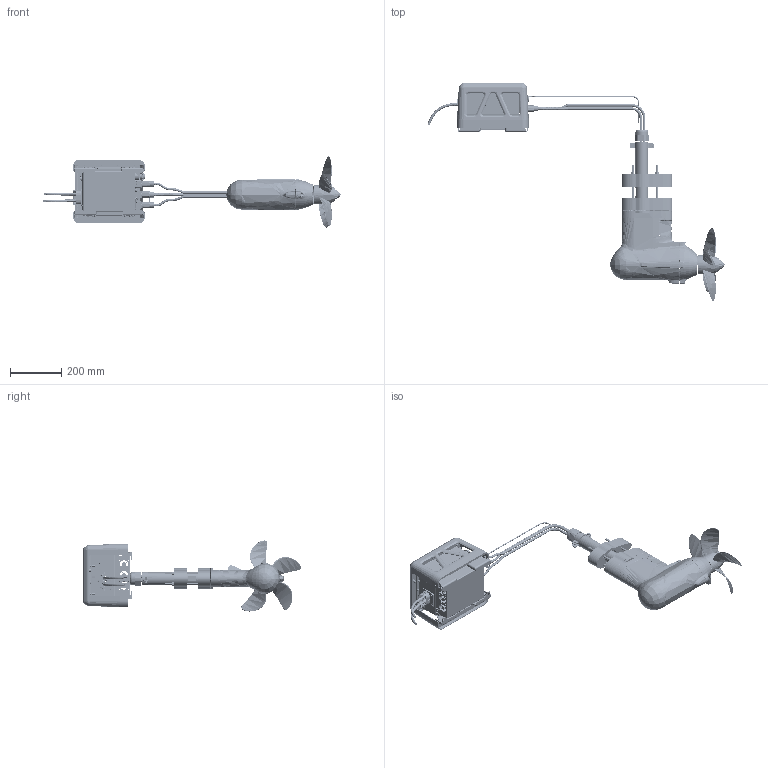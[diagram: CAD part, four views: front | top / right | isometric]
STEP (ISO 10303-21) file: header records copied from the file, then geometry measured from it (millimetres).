
FILE_DESCRIPTION (( 'STEP AP214' ), '1' );
FILE_NAME ('ER-A1000（仿形块）外形图20241101.STEP', '2024-11-01T07:24:48', ( 'Windows 用户' ), ( '' ), 'SwSTEP 2.0', 'SolidWorks 2021', '' );
FILE_SCHEMA (( 'AUTOMOTIVE_DESIGN' ));
Length unit declared in the file: millimetre
Products named in the file (1): ER-A1000（仿形块）外形图20241101
Bounding box: 1164.69 x 854.35 x 278.34 mm (x, y, z)
Surface area: 1413985.1 mm2 (no closed solid volume)
Topology: 0 solids, 553 shells, 2692 faces, 13168 edges, 10682 vertices
Faces by surface type: plane 1229, cylinder 721, bspline 442, cone 154, torus 146
Entity records: 304468 total; most frequent: CARTESIAN_POINT 182651, ORIENTED_EDGE 17450, DIRECTION 15326, EDGE_CURVE 13158, VERTEX_POINT 10682, VECTOR 5254, LINE 5254, AXIS2_PLACEMENT_3D 5036
